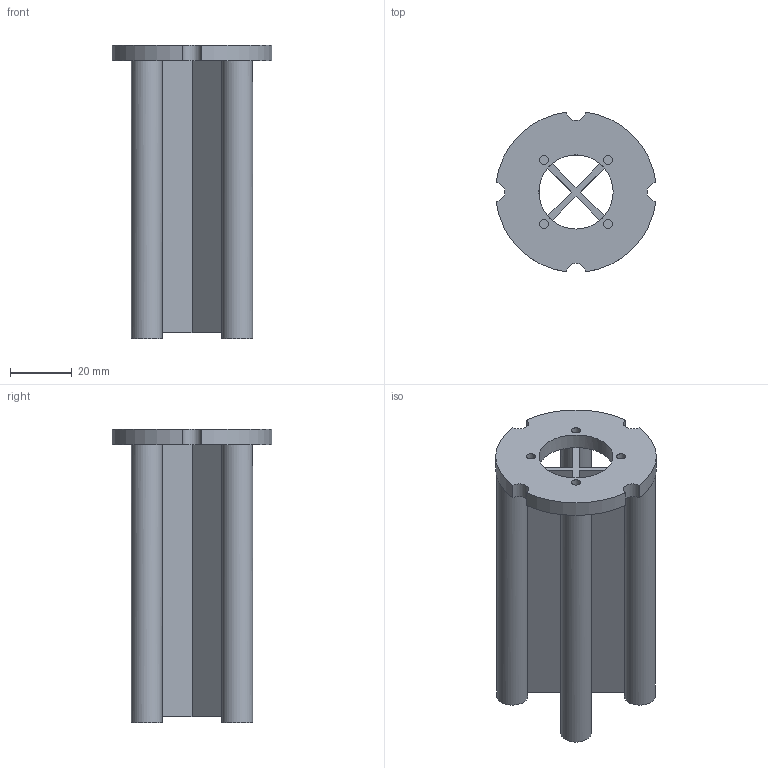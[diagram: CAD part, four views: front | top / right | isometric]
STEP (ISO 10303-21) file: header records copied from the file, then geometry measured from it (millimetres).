
FILE_DESCRIPTION(/* description */ (''),/* implementation_level */ '2;1');
FILE_NAME(/* name */ 'Scanner.step',/* time_stamp */ '2025-04-25T19:27:38-07:00',/* author */ (''),/* organization */ (''),/* preprocessor_version */ 'ST-DEVELOPER v20.1',/* originating_system */ 'Autodesk Translation Framework v14.4.0.0',/* authorisation */ '');
FILE_SCHEMA (('AUTOMOTIVE_DESIGN { 1 0 10303 214 3 1 1 }'));
Length unit declared in the file: millimetre
Products named in the file (1): Scanner
Bounding box: 51.65 x 51.65 x 95 mm (x, y, z)
Volume: 46603.7 mm3; surface area: 26024.2 mm2
Topology: 1 solids, 1 shells, 45 faces, 115 edges, 74 vertices
Faces by surface type: plane 24, cylinder 21
Full cylindrical faces by diameter (mm): 2.9 x4, 6.2 x4, 10 x4, 24 x1
Entity records: 1432 total; most frequent: DIRECTION 265, CARTESIAN_POINT 235, ORIENTED_EDGE 230, EDGE_CURVE 115, AXIS2_PLACEMENT_3D 104, VERTEX_POINT 74, CIRCLE 58, LINE 57
